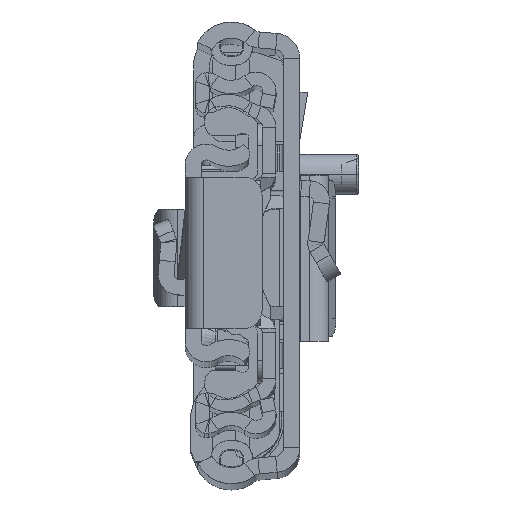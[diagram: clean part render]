
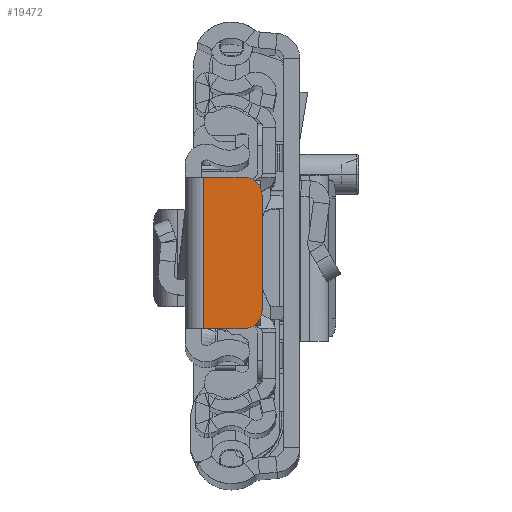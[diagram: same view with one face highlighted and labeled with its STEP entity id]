
A CAD part, top view. The second image highlights one B-rep face of the part: STEP entity #19472.
In plain terms, the highlighted planar face has unit normal (0, 0, 1).
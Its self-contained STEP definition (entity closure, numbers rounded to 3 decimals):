
#577 = VECTOR ( 'NONE', #10299, 1000. ) ;
#2565 = CARTESIAN_POINT ( 'NONE',  ( 0., -8.5, 0. ) ) ;
#3209 = AXIS2_PLACEMENT_3D ( 'NONE', #20769, #10839, #14830 ) ;
#3222 = DIRECTION ( 'NONE',  ( 0., -1., 0. ) ) ;
#3432 = EDGE_CURVE ( 'NONE', #23917, #17092, #27960, .T. ) ;
#4051 = CARTESIAN_POINT ( 'NONE',  ( -6.65, -8.5, 0. ) ) ;
#5579 = ORIENTED_EDGE ( 'NONE', *, *, #33220, .T. ) ;
#6497 = DIRECTION ( 'NONE',  ( -1., 0., 0. ) ) ;
#7524 = VERTEX_POINT ( 'NONE', #41438 ) ;
#7616 = VERTEX_POINT ( 'NONE', #26113 ) ;
#7649 = PLANE ( 'NONE',  #3209 ) ;
#8271 = FACE_OUTER_BOUND ( 'NONE', #23585, .T. ) ;
#8332 = CARTESIAN_POINT ( 'NONE',  ( -8.65, 6.5, 0. ) ) ;
#9306 = CARTESIAN_POINT ( 'NONE',  ( -8.65, 0., 0. ) ) ;
#9701 = AXIS2_PLACEMENT_3D ( 'NONE', #17065, #23656, #6497 ) ;
#10299 = DIRECTION ( 'NONE',  ( -1., 0., 0. ) ) ;
#10839 = DIRECTION ( 'NONE',  ( 0., 0., -1. ) ) ;
#11401 = CARTESIAN_POINT ( 'NONE',  ( -2.05, -8.5, 0. ) ) ;
#12221 = CARTESIAN_POINT ( 'NONE',  ( -6.65, 6.5, 0. ) ) ;
#12263 = VERTEX_POINT ( 'NONE', #11401 ) ;
#14317 = EDGE_CURVE ( 'NONE', #7616, #12263, #18912, .T. ) ;
#14830 = DIRECTION ( 'NONE',  ( -1., 0., 0. ) ) ;
#17065 = CARTESIAN_POINT ( 'NONE',  ( -6.65, -6.5, 0. ) ) ;
#17092 = VERTEX_POINT ( 'NONE', #4051 ) ;
#17110 = CARTESIAN_POINT ( 'NONE',  ( -8.65, -6.5, 0. ) ) ;
#18912 = LINE ( 'NONE', #29328, #20654 ) ;
#19202 = EDGE_CURVE ( 'NONE', #17092, #12263, #32059, .T. ) ;
#19472 = ADVANCED_FACE ( 'NONE', ( #8271 ), #7649, .F. ) ;
#19783 = VECTOR ( 'NONE', #22223, 1000. ) ;
#20654 = VECTOR ( 'NONE', #3222, 1000. ) ;
#20769 = CARTESIAN_POINT ( 'NONE',  ( 0., 0., 0. ) ) ;
#20850 = ORIENTED_EDGE ( 'NONE', *, *, #34959, .T. ) ;
#22223 = DIRECTION ( 'NONE',  ( 0., -1., 0. ) ) ;
#23585 = EDGE_LOOP ( 'NONE', ( #38910, #38690, #37347, #24433, #20850, #5579 ) ) ;
#23656 = DIRECTION ( 'NONE',  ( 0., 0., 1. ) ) ;
#23917 = VERTEX_POINT ( 'NONE', #17110 ) ;
#24433 = ORIENTED_EDGE ( 'NONE', *, *, #14317, .F. ) ;
#25230 = DIRECTION ( 'NONE',  ( 1., 0., 0. ) ) ;
#25856 = VERTEX_POINT ( 'NONE', #8332 ) ;
#26081 = EDGE_CURVE ( 'NONE', #25856, #23917, #28602, .T. ) ;
#26113 = CARTESIAN_POINT ( 'NONE',  ( -2.05, 8.5, 0. ) ) ;
#26591 = CARTESIAN_POINT ( 'NONE',  ( 0., 8.5, 0. ) ) ;
#26868 = CIRCLE ( 'NONE', #37728, 2. ) ;
#27960 = CIRCLE ( 'NONE', #9701, 2. ) ;
#28542 = DIRECTION ( 'NONE',  ( 0., 0., 1. ) ) ;
#28602 = LINE ( 'NONE', #9306, #19783 ) ;
#29328 = CARTESIAN_POINT ( 'NONE',  ( -2.05, -8.5, 0. ) ) ;
#32059 = LINE ( 'NONE', #2565, #34800 ) ;
#33220 = EDGE_CURVE ( 'NONE', #7524, #25856, #26868, .T. ) ;
#34800 = VECTOR ( 'NONE', #25230, 1000. ) ;
#34959 = EDGE_CURVE ( 'NONE', #7616, #7524, #36169, .T. ) ;
#35339 = DIRECTION ( 'NONE',  ( -1., 0., 0. ) ) ;
#36169 = LINE ( 'NONE', #26591, #577 ) ;
#37347 = ORIENTED_EDGE ( 'NONE', *, *, #19202, .T. ) ;
#37728 = AXIS2_PLACEMENT_3D ( 'NONE', #12221, #28542, #35339 ) ;
#38690 = ORIENTED_EDGE ( 'NONE', *, *, #3432, .T. ) ;
#38910 = ORIENTED_EDGE ( 'NONE', *, *, #26081, .T. ) ;
#41438 = CARTESIAN_POINT ( 'NONE',  ( -6.65, 8.5, 0. ) ) ;
